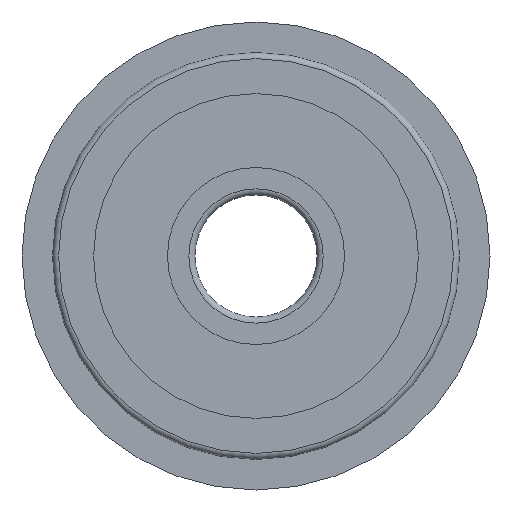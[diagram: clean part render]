
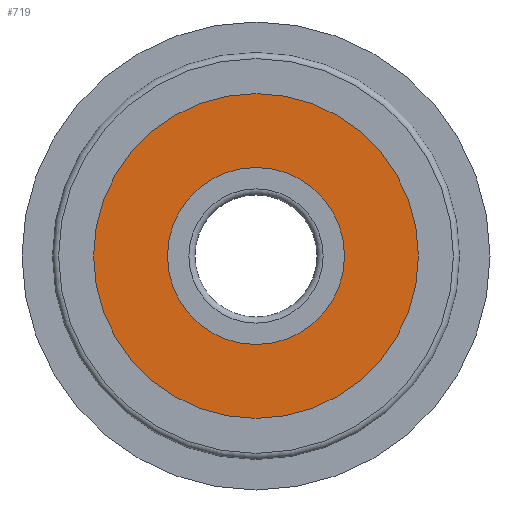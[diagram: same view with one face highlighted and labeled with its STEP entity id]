
A CAD part, left-side view. The second image highlights one B-rep face of the part: STEP entity #719.
In plain terms, the highlighted face is planar.
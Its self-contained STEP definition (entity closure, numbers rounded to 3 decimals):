
#137=FACE_BOUND('',#214,.T.);
#168=FACE_OUTER_BOUND('',#213,.T.);
#213=EDGE_LOOP('',(#646,#647));
#214=EDGE_LOOP('',(#648,#649));
#293=CIRCLE('',#889,3.99);
#294=CIRCLE('',#890,3.99);
#295=CIRCLE('',#892,2.175);
#296=CIRCLE('',#893,2.175);
#370=VERTEX_POINT('',#1384);
#371=VERTEX_POINT('',#1385);
#372=VERTEX_POINT('',#1390);
#373=VERTEX_POINT('',#1391);
#465=EDGE_CURVE('',#370,#371,#293,.T.);
#466=EDGE_CURVE('',#371,#370,#294,.T.);
#468=EDGE_CURVE('',#372,#373,#295,.T.);
#469=EDGE_CURVE('',#373,#372,#296,.T.);
#646=ORIENTED_EDGE('',*,*,#465,.T.);
#647=ORIENTED_EDGE('',*,*,#466,.T.);
#648=ORIENTED_EDGE('',*,*,#468,.F.);
#649=ORIENTED_EDGE('',*,*,#469,.F.);
#688=PLANE('',#891);
#719=ADVANCED_FACE('',(#168,#137),#688,.T.);
#889=AXIS2_PLACEMENT_3D('',#1386,#1137,#1138);
#890=AXIS2_PLACEMENT_3D('',#1387,#1139,#1140);
#891=AXIS2_PLACEMENT_3D('',#1389,#1142,#1143);
#892=AXIS2_PLACEMENT_3D('',#1392,#1144,#1145);
#893=AXIS2_PLACEMENT_3D('',#1393,#1146,#1147);
#1137=DIRECTION('center_axis',(1.,0.,0.));
#1138=DIRECTION('ref_axis',(0.,0.,-1.));
#1139=DIRECTION('center_axis',(1.,0.,0.));
#1140=DIRECTION('ref_axis',(0.,0.,-1.));
#1142=DIRECTION('center_axis',(1.,0.,0.));
#1143=DIRECTION('ref_axis',(0.,0.,-1.));
#1144=DIRECTION('center_axis',(1.,0.,0.));
#1145=DIRECTION('ref_axis',(0.,0.,-1.));
#1146=DIRECTION('center_axis',(1.,0.,0.));
#1147=DIRECTION('ref_axis',(0.,0.,-1.));
#1384=CARTESIAN_POINT('',(0.437,3.99,0.));
#1385=CARTESIAN_POINT('',(0.437,-3.99,0.));
#1386=CARTESIAN_POINT('Origin',(0.437,0.,0.));
#1387=CARTESIAN_POINT('Origin',(0.437,0.,0.));
#1389=CARTESIAN_POINT('Origin',(0.437,2.175,0.));
#1390=CARTESIAN_POINT('',(0.437,2.175,0.));
#1391=CARTESIAN_POINT('',(0.437,-2.175,0.));
#1392=CARTESIAN_POINT('Origin',(0.437,0.,0.));
#1393=CARTESIAN_POINT('Origin',(0.437,0.,0.));
